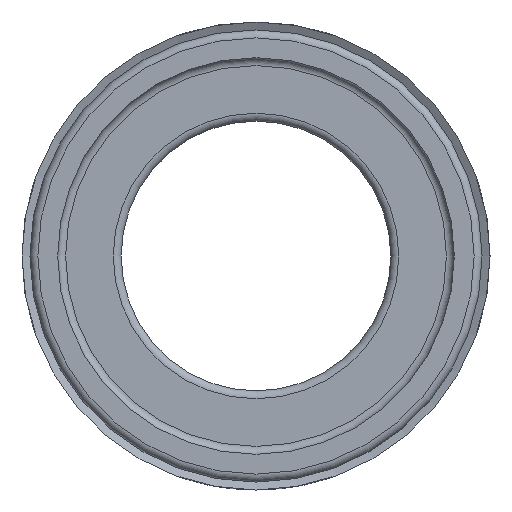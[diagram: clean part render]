
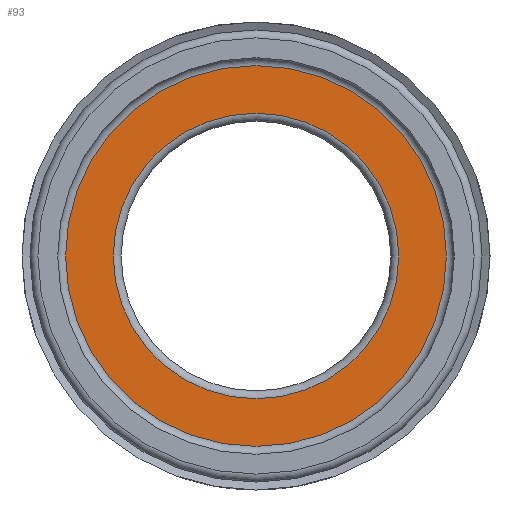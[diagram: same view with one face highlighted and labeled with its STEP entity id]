
A CAD part, left-side view. The second image highlights one B-rep face of the part: STEP entity #93.
In plain terms, the highlighted planar face has unit normal (-1, 0, 0).
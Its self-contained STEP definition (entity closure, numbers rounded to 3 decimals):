
#93 = ADVANCED_FACE( '', ( #186, #187 ), #188, .T. );
#186 = FACE_BOUND( '', #316, .T. );
#187 = FACE_OUTER_BOUND( '', #317, .T. );
#188 = PLANE( '', #318 );
#316 = EDGE_LOOP( '', ( #520 ) );
#317 = EDGE_LOOP( '', ( #521 ) );
#318 = AXIS2_PLACEMENT_3D( '', #522, #523, #524 );
#520 = ORIENTED_EDGE( '', *, *, #840, .T. );
#521 = ORIENTED_EDGE( '', *, *, #838, .F. );
#522 = CARTESIAN_POINT( '', ( -21.5, 12., 0. ) );
#523 = DIRECTION( '', ( -1., 0., 0. ) );
#524 = DIRECTION( '', ( 0., 0., 1. ) );
#838 = EDGE_CURVE( '', #1009, #1009, #1010, .T. );
#840 = EDGE_CURVE( '', #1013, #1013, #1014, .T. );
#1009 = VERTEX_POINT( '', #1322 );
#1010 = CIRCLE( '', #1323, 12. );
#1013 = VERTEX_POINT( '', #1326 );
#1014 = CIRCLE( '', #1327, 9. );
#1322 = CARTESIAN_POINT( '', ( -21.5, 0., -12. ) );
#1323 = AXIS2_PLACEMENT_3D( '', #1585, #1586, #1587 );
#1326 = CARTESIAN_POINT( '', ( -21.5, 0., -9. ) );
#1327 = AXIS2_PLACEMENT_3D( '', #1591, #1592, #1593 );
#1585 = CARTESIAN_POINT( '', ( -21.5, 0., 0. ) );
#1586 = DIRECTION( '', ( 1., 0., 0. ) );
#1587 = DIRECTION( '', ( 0., 0., -1. ) );
#1591 = CARTESIAN_POINT( '', ( -21.5, 0., 0. ) );
#1592 = DIRECTION( '', ( 1., 0., 0. ) );
#1593 = DIRECTION( '', ( 0., 0., -1. ) );
